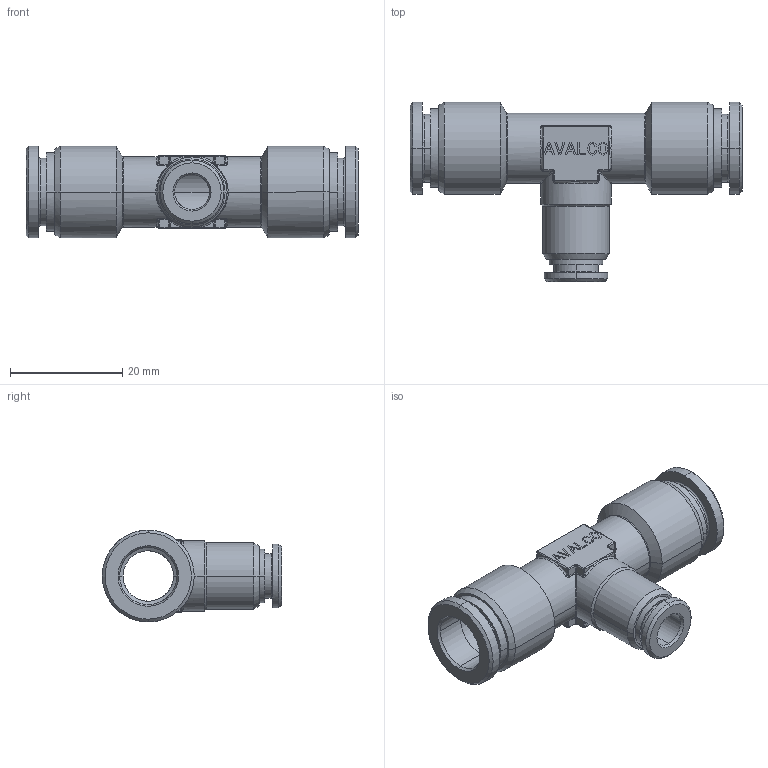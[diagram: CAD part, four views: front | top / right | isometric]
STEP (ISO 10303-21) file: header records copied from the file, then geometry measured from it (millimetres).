
FILE_DESCRIPTION(( 'RT.15.10.06A.stp' ), '1');
FILE_NAME( 'RT.15.10.06A.stp', '2018-10-08T14:47:57',( 'Sopra'),('sopra-pneumatic.com'), 'SwSTEP 2.0','SolidWorks 2009','' );
FILE_SCHEMA(('CONFIG_CONTROL_DESIGN'));
Length unit declared in the file: millimetre
Products named in the file (1): PR540B-10-06
Bounding box: 59.2 x 32 x 16.4 mm (x, y, z)
Volume: 6427.8 mm3; surface area: 6925.4 mm2
Topology: 1 solids, 1 shells, 475 faces, 1188 edges, 744 vertices
Faces by surface type: plane 267, cylinder 96, cone 42, torus 36, bspline 22, sphere 12
Entity records: 16050 total; most frequent: CARTESIAN_POINT 5345, ORIENTED_EDGE 2376, DIRECTION 1836, EDGE_CURVE 1188, VECTOR 809, LINE 809, VERTEX_POINT 744, AXIS2_PLACEMENT_3D 617
